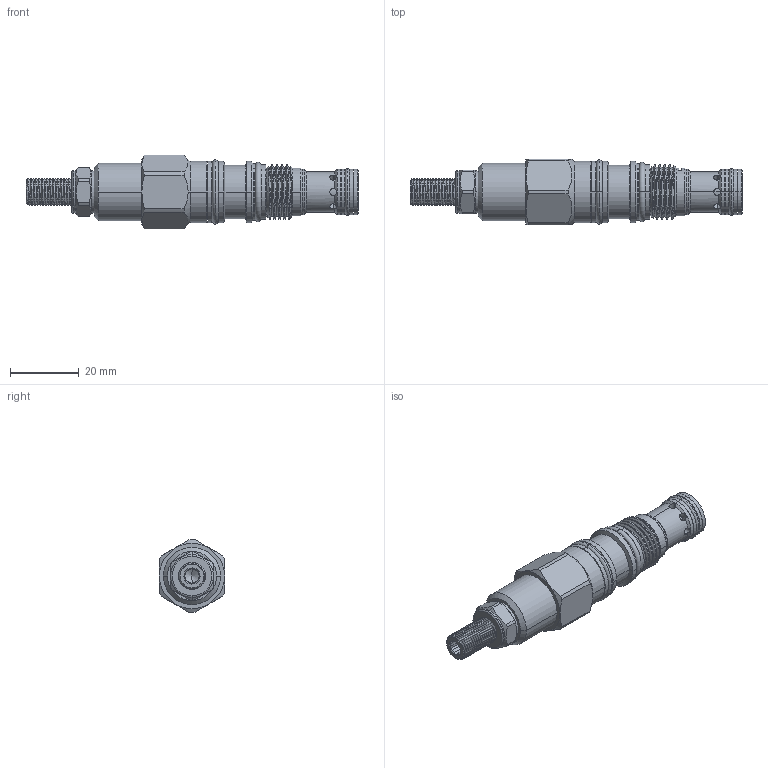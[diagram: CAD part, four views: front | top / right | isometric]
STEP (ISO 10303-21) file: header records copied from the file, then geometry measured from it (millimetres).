
FILE_DESCRIPTION (( 'STEP AP203' ), '1' );
FILE_NAME ('SP163A30-L.STEP', '2020-09-24T06:42:36', ( '' ), ( '' ), 'SwSTEP 2.0', 'SolidWorks 2018', '' );
FILE_SCHEMA (( 'CONFIG_CONTROL_DESIGN' ));
Length unit declared in the file: millimetre
Products named in the file (1): SP163A30-L
Bounding box: 96.27 x 19.05 x 21.4 mm (x, y, z)
Volume: 16972.3 mm3; surface area: 7341.6 mm2
Topology: 6 solids, 6 shells, 259 faces, 643 edges, 405 vertices
Faces by surface type: cylinder 145, plane 54, cone 38, torus 18, bspline 4
Entity records: 15047 total; most frequent: CARTESIAN_POINT 9105, ORIENTED_EDGE 1282, DIRECTION 1191, EDGE_CURVE 641, AXIS2_PLACEMENT_3D 487, VERTEX_POINT 405, EDGE_LOOP 280, ADVANCED_FACE 259
